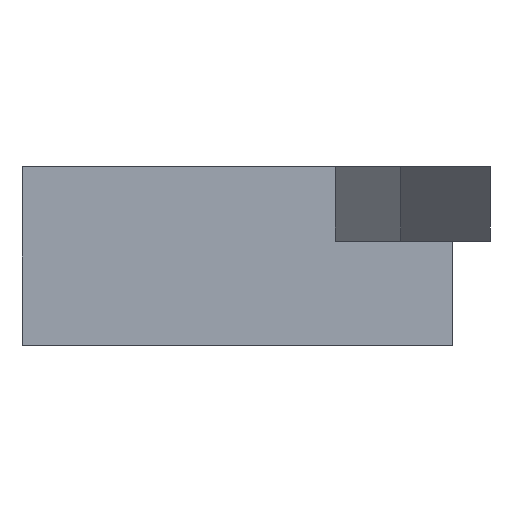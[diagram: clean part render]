
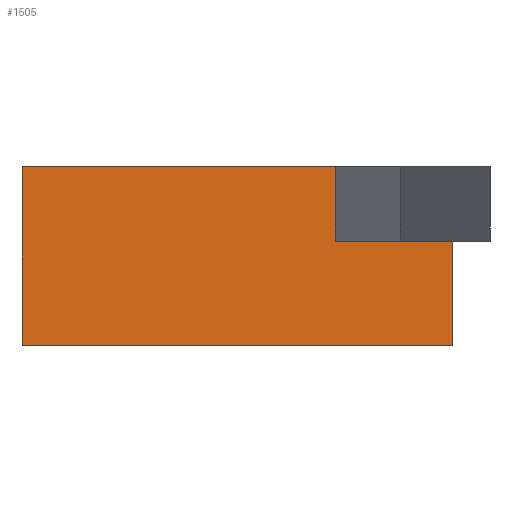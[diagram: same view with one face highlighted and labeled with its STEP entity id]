
A CAD part, front view. The second image highlights one B-rep face of the part: STEP entity #1505.
In plain terms, the highlighted planar face has unit normal (0, -1, 0).
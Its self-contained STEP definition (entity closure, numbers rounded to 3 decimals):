
#25 = VERTEX_POINT ( 'NONE', #1456 ) ;
#52 = CARTESIAN_POINT ( 'NONE',  ( -18.195, 26.257, -35.829 ) ) ;
#168 = VECTOR ( 'NONE', #1988, 1000. ) ;
#215 = ORIENTED_EDGE ( 'NONE', *, *, #1082, .T. ) ;
#293 = EDGE_LOOP ( 'NONE', ( #215, #1848, #802, #371, #334, #306 ) ) ;
#306 = ORIENTED_EDGE ( 'NONE', *, *, #1118, .T. ) ;
#334 = ORIENTED_EDGE ( 'NONE', *, *, #1686, .F. ) ;
#339 = DIRECTION ( 'NONE',  ( 1., 0., 0. ) ) ;
#365 = CARTESIAN_POINT ( 'NONE',  ( -18.195, 26.257, 0.5 ) ) ;
#371 = ORIENTED_EDGE ( 'NONE', *, *, #1410, .F. ) ;
#441 = DIRECTION ( 'NONE',  ( 1., 0., 0. ) ) ;
#477 = DIRECTION ( 'NONE',  ( 1., 0., 0. ) ) ;
#508 = VERTEX_POINT ( 'NONE', #1382 ) ;
#532 = PLANE ( 'NONE',  #967 ) ;
#641 = EDGE_CURVE ( 'NONE', #508, #1071, #1138, .T. ) ;
#665 = CARTESIAN_POINT ( 'NONE',  ( -47.095, 26.257, -6.5 ) ) ;
#802 = ORIENTED_EDGE ( 'NONE', *, *, #1912, .T. ) ;
#881 = LINE ( 'NONE', #1512, #168 ) ;
#892 = CARTESIAN_POINT ( 'NONE',  ( -26.069, 26.257, 5.5 ) ) ;
#942 = DIRECTION ( 'NONE',  ( 0., 0., 1. ) ) ;
#965 = FACE_OUTER_BOUND ( 'NONE', #293, .T. ) ;
#967 = AXIS2_PLACEMENT_3D ( 'NONE', #1601, #1927, #1612 ) ;
#1004 = DIRECTION ( 'NONE',  ( 0., 0., 1. ) ) ;
#1071 = VERTEX_POINT ( 'NONE', #365 ) ;
#1082 = EDGE_CURVE ( 'NONE', #1795, #1071, #1875, .T. ) ;
#1118 = EDGE_CURVE ( 'NONE', #1168, #1795, #1898, .T. ) ;
#1138 = LINE ( 'NONE', #1900, #1539 ) ;
#1161 = VECTOR ( 'NONE', #441, 1000. ) ;
#1168 = VERTEX_POINT ( 'NONE', #665 ) ;
#1266 = CARTESIAN_POINT ( 'NONE',  ( -47.095, 26.257, 5.5 ) ) ;
#1382 = CARTESIAN_POINT ( 'NONE',  ( -26.069, 26.257, 0.5 ) ) ;
#1383 = CARTESIAN_POINT ( 'NONE',  ( -18.195, 26.257, -6.5 ) ) ;
#1410 = EDGE_CURVE ( 'NONE', #25, #1705, #1893, .T. ) ;
#1456 = CARTESIAN_POINT ( 'NONE',  ( -47.095, 26.257, 5.5 ) ) ;
#1505 = ADVANCED_FACE ( 'NONE', ( #965 ), #532, .F. ) ;
#1512 = CARTESIAN_POINT ( 'NONE',  ( -47.095, 26.257, 0.5 ) ) ;
#1539 = VECTOR ( 'NONE', #339, 1000. ) ;
#1592 = VECTOR ( 'NONE', #942, 1000. ) ;
#1601 = CARTESIAN_POINT ( 'NONE',  ( -47.095, 26.257, 0.5 ) ) ;
#1612 = DIRECTION ( 'NONE',  ( 0., 0., -1. ) ) ;
#1661 = VECTOR ( 'NONE', #477, 1000. ) ;
#1664 = VECTOR ( 'NONE', #1004, 1000. ) ;
#1681 = CARTESIAN_POINT ( 'NONE',  ( -26.069, 26.257, -51.691 ) ) ;
#1686 = EDGE_CURVE ( 'NONE', #1168, #25, #881, .T. ) ;
#1705 = VERTEX_POINT ( 'NONE', #892 ) ;
#1727 = CARTESIAN_POINT ( 'NONE',  ( -47.095, 26.257, -6.5 ) ) ;
#1795 = VERTEX_POINT ( 'NONE', #1383 ) ;
#1848 = ORIENTED_EDGE ( 'NONE', *, *, #641, .F. ) ;
#1875 = LINE ( 'NONE', #52, #1592 ) ;
#1893 = LINE ( 'NONE', #1266, #1161 ) ;
#1898 = LINE ( 'NONE', #1727, #1661 ) ;
#1900 = CARTESIAN_POINT ( 'NONE',  ( -26.069, 26.257, 0.5 ) ) ;
#1912 = EDGE_CURVE ( 'NONE', #508, #1705, #1942, .T. ) ;
#1927 = DIRECTION ( 'NONE',  ( 0., 1., 0. ) ) ;
#1942 = LINE ( 'NONE', #1681, #1664 ) ;
#1988 = DIRECTION ( 'NONE',  ( 0., 0., 1. ) ) ;
